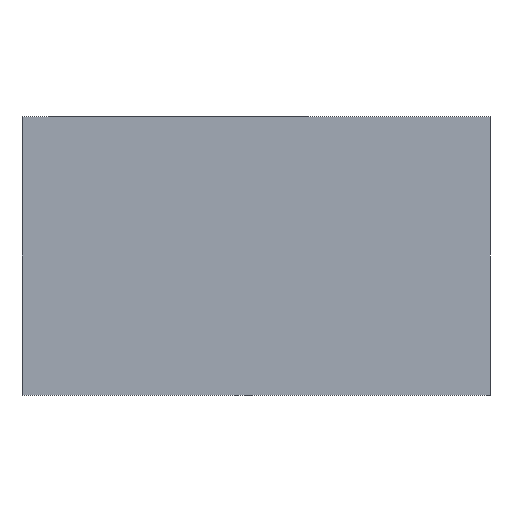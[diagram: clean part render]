
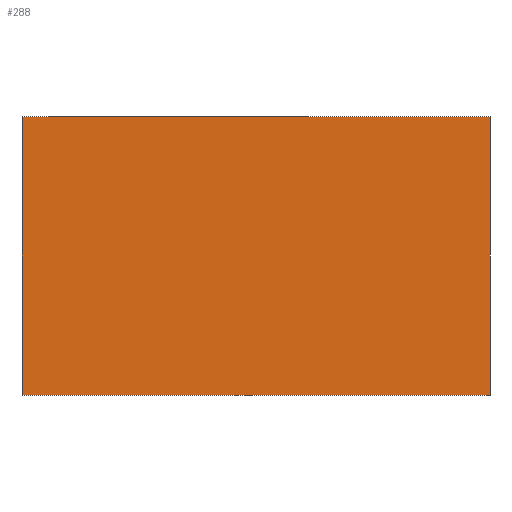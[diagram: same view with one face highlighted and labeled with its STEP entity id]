
A CAD part, left-side view. The second image highlights one B-rep face of the part: STEP entity #288.
In plain terms, the highlighted planar face has unit normal (-1, 0, 0).
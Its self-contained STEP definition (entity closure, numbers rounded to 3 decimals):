
#36=FACE_OUTER_BOUND('',#53,.T.);
#53=EDGE_LOOP('',(#245,#246,#247,#248));
#76=LINE('',#3881,#101);
#77=LINE('',#3884,#102);
#78=LINE('',#3886,#103);
#79=LINE('',#3887,#104);
#101=VECTOR('',#368,10.);
#102=VECTOR('',#371,10.);
#103=VECTOR('',#372,10.);
#104=VECTOR('',#373,10.);
#140=VERTEX_POINT('',#3877);
#141=VERTEX_POINT('',#3879);
#142=VERTEX_POINT('',#3883);
#143=VERTEX_POINT('',#3885);
#177=EDGE_CURVE('',#140,#141,#76,.T.);
#178=EDGE_CURVE('',#140,#142,#77,.T.);
#179=EDGE_CURVE('',#143,#141,#78,.T.);
#180=EDGE_CURVE('',#142,#143,#79,.T.);
#245=ORIENTED_EDGE('',*,*,#178,.F.);
#246=ORIENTED_EDGE('',*,*,#177,.T.);
#247=ORIENTED_EDGE('',*,*,#179,.F.);
#248=ORIENTED_EDGE('',*,*,#180,.F.);
#271=PLANE('',#319);
#288=ADVANCED_FACE('',(#36),#271,.T.);
#319=AXIS2_PLACEMENT_3D('',#3882,#369,#370);
#368=DIRECTION('',(0.,0.,1.));
#369=DIRECTION('center_axis',(-1.,0.,0.));
#370=DIRECTION('ref_axis',(0.,-1.,0.));
#371=DIRECTION('',(0.,1.,0.));
#372=DIRECTION('',(0.,-1.,0.));
#373=DIRECTION('',(0.,0.,1.));
#3877=CARTESIAN_POINT('',(-60.,0.,0.));
#3879=CARTESIAN_POINT('',(-60.,0.,250.));
#3881=CARTESIAN_POINT('',(-60.,0.,0.));
#3882=CARTESIAN_POINT('Origin',(-60.,420.,0.));
#3883=CARTESIAN_POINT('',(-60.,420.,0.));
#3884=CARTESIAN_POINT('',(-60.,0.,0.));
#3885=CARTESIAN_POINT('',(-60.,420.,250.));
#3886=CARTESIAN_POINT('',(-60.,0.,250.));
#3887=CARTESIAN_POINT('',(-60.,420.,0.));
